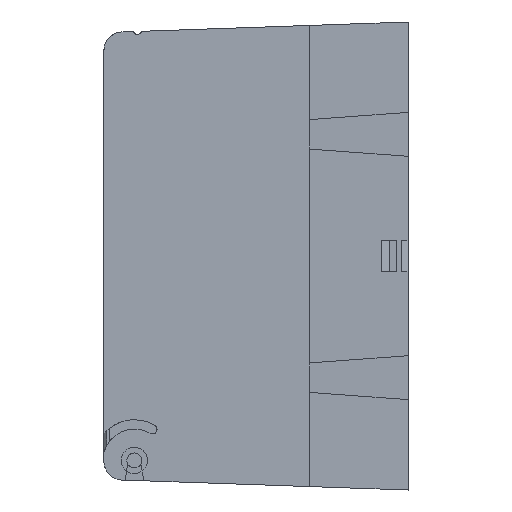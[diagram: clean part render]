
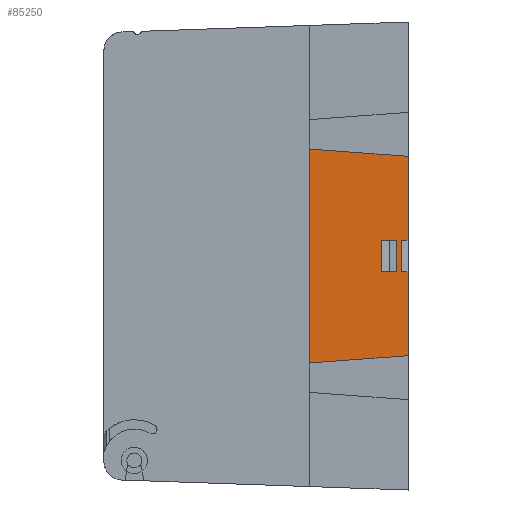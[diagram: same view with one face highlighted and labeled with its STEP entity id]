
A CAD part, left-side view. The second image highlights one B-rep face of the part: STEP entity #85250.
In plain terms, the highlighted planar face has unit normal (1, 0, 0).
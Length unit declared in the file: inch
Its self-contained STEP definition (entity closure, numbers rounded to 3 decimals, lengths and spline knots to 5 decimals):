
#1911 = VERTEX_POINT ( 'NONE', #34254 ) ;
#1936 = VECTOR ( 'NONE', #73724, 39.37008 ) ;
#2481 = CARTESIAN_POINT ( 'NONE',  ( -4.3542, -0.75, -0.17 ) ) ;
#2639 = EDGE_CURVE ( 'NONE', #90947, #30303, #3900, .T. ) ;
#3771 = VECTOR ( 'NONE', #114149, 39.37008 ) ;
#3900 = LINE ( 'NONE', #104902, #3771 ) ;
#4746 = EDGE_CURVE ( 'NONE', #52078, #17816, #103057, .T. ) ;
#4898 = LINE ( 'NONE', #108819, #29526 ) ;
#4929 = VERTEX_POINT ( 'NONE', #32776 ) ;
#4960 = ORIENTED_EDGE ( 'NONE', *, *, #117016, .F. ) ;
#7032 = EDGE_CURVE ( 'NONE', #17816, #61321, #35245, .T. ) ;
#8663 = EDGE_CURVE ( 'NONE', #1911, #64501, #70559, .T. ) ;
#8850 = DIRECTION ( 'NONE',  ( 0., 0., -1. ) ) ;
#10447 = DIRECTION ( 'NONE',  ( -1., 0., 0. ) ) ;
#10836 = EDGE_CURVE ( 'NONE', #64501, #80406, #82955, .T. ) ;
#12253 = EDGE_CURVE ( 'NONE', #80406, #19302, #71179, .T. ) ;
#13461 = EDGE_CURVE ( 'NONE', #19302, #1911, #97319, .T. ) ;
#13911 = LINE ( 'NONE', #50032, #84827 ) ;
#17401 = LINE ( 'NONE', #58832, #60904 ) ;
#17816 = VERTEX_POINT ( 'NONE', #119656 ) ;
#18361 = CARTESIAN_POINT ( 'NONE',  ( -4.3542, -1.5184, -2.21333 ) ) ;
#18853 = ORIENTED_EDGE ( 'NONE', *, *, #2639, .F. ) ;
#19302 = VERTEX_POINT ( 'NONE', #32431 ) ;
#19340 = PLANE ( 'NONE',  #111225 ) ;
#20088 = VECTOR ( 'NONE', #8850, 39.37008 ) ;
#22583 = DIRECTION ( 'NONE',  ( 0., -1., 0. ) ) ;
#22793 = CARTESIAN_POINT ( 'NONE',  ( -4.3542, -1.68, -2.21333 ) ) ;
#25514 = EDGE_CURVE ( 'NONE', #65006, #4929, #17401, .T. ) ;
#28864 = EDGE_CURVE ( 'NONE', #58747, #90947, #4898, .T. ) ;
#29039 = CARTESIAN_POINT ( 'NONE',  ( -4.3542, -0.75, 0.17 ) ) ;
#29381 = VECTOR ( 'NONE', #113127, 39.37008 ) ;
#29526 = VECTOR ( 'NONE', #117302, 39.37008 ) ;
#30008 = CARTESIAN_POINT ( 'NONE',  ( -4.3542, -1.73, 0.17 ) ) ;
#30303 = VERTEX_POINT ( 'NONE', #95279 ) ;
#32431 = CARTESIAN_POINT ( 'NONE',  ( -4.3542, -1.5184, -0.17 ) ) ;
#32776 = CARTESIAN_POINT ( 'NONE',  ( -4.3542, -1.8, -1.065 ) ) ;
#33757 = ORIENTED_EDGE ( 'NONE', *, *, #4746, .F. ) ;
#33781 = VECTOR ( 'NONE', #115205, 39.37008 ) ;
#33839 = EDGE_CURVE ( 'NONE', #4929, #52078, #13911, .T. ) ;
#34254 = CARTESIAN_POINT ( 'NONE',  ( -4.3542, -1.5184, 0.17 ) ) ;
#35245 = LINE ( 'NONE', #43140, #105944 ) ;
#38638 = ORIENTED_EDGE ( 'NONE', *, *, #7032, .F. ) ;
#40743 = DIRECTION ( 'NONE',  ( 0., 0., 1. ) ) ;
#41902 = CARTESIAN_POINT ( 'NONE',  ( -4.3542, -1.68, 0.17 ) ) ;
#42375 = EDGE_LOOP ( 'NONE', ( #33757, #69734, #77112, #82622, #18853, #53238, #4960, #38638 ) ) ;
#43140 = CARTESIAN_POINT ( 'NONE',  ( -4.3542, -1.73, -2.21333 ) ) ;
#43644 = CARTESIAN_POINT ( 'NONE',  ( -4.3542, -0.75, -0.17 ) ) ;
#46684 = VECTOR ( 'NONE', #98881, 39.37008 ) ;
#47740 = CARTESIAN_POINT ( 'NONE',  ( -4.3542, -1.8, -0.17 ) ) ;
#50032 = CARTESIAN_POINT ( 'NONE',  ( -4.3542, -1.8, -2.25 ) ) ;
#51110 = CARTESIAN_POINT ( 'NONE',  ( -4.3542, -1.8, 1.065 ) ) ;
#52078 = VERTEX_POINT ( 'NONE', #47740 ) ;
#53238 = ORIENTED_EDGE ( 'NONE', *, *, #28864, .F. ) ;
#57158 = ORIENTED_EDGE ( 'NONE', *, *, #8663, .F. ) ;
#57444 = DIRECTION ( 'NONE',  ( 0., -1., 0. ) ) ;
#58747 = VERTEX_POINT ( 'NONE', #118940 ) ;
#58832 = CARTESIAN_POINT ( 'NONE',  ( -4.3542, -0.75, -1.14282 ) ) ;
#60239 = ORIENTED_EDGE ( 'NONE', *, *, #10836, .F. ) ;
#60904 = VECTOR ( 'NONE', #87795, 39.37008 ) ;
#61321 = VERTEX_POINT ( 'NONE', #30008 ) ;
#61819 = DIRECTION ( 'NONE',  ( 0., 0., 1. ) ) ;
#63675 = FACE_OUTER_BOUND ( 'NONE', #42375, .T. ) ;
#64501 = VERTEX_POINT ( 'NONE', #41902 ) ;
#65006 = VERTEX_POINT ( 'NONE', #86558 ) ;
#65925 = CARTESIAN_POINT ( 'NONE',  ( -4.3542, -0.75, -2.21333 ) ) ;
#69734 = ORIENTED_EDGE ( 'NONE', *, *, #33839, .F. ) ;
#69767 = EDGE_CURVE ( 'NONE', #30303, #65006, #102448, .T. ) ;
#70559 = LINE ( 'NONE', #29039, #106611 ) ;
#71179 = LINE ( 'NONE', #43644, #46684 ) ;
#73724 = DIRECTION ( 'NONE',  ( 0., 0., 1. ) ) ;
#75121 = DIRECTION ( 'NONE',  ( 0., 0., 1. ) ) ;
#77112 = ORIENTED_EDGE ( 'NONE', *, *, #25514, .F. ) ;
#80406 = VERTEX_POINT ( 'NONE', #112058 ) ;
#82622 = ORIENTED_EDGE ( 'NONE', *, *, #69767, .F. ) ;
#82955 = LINE ( 'NONE', #22793, #33781 ) ;
#84827 = VECTOR ( 'NONE', #40743, 39.37008 ) ;
#85250 = ADVANCED_FACE ( 'NONE', ( #109736, #63675 ), #19340, .F. ) ;
#86558 = CARTESIAN_POINT ( 'NONE',  ( -4.3542, -0.75, -1.14282 ) ) ;
#87307 = CARTESIAN_POINT ( 'NONE',  ( -4.3542, -0.75, 0.17 ) ) ;
#87795 = DIRECTION ( 'NONE',  ( 0., -0.997, 0.074 ) ) ;
#89429 = LINE ( 'NONE', #87307, #113884 ) ;
#90947 = VERTEX_POINT ( 'NONE', #51110 ) ;
#93827 = EDGE_LOOP ( 'NONE', ( #113441, #60239, #57158, #95565 ) ) ;
#95279 = CARTESIAN_POINT ( 'NONE',  ( -4.3542, -0.75, 1.14282 ) ) ;
#95565 = ORIENTED_EDGE ( 'NONE', *, *, #13461, .F. ) ;
#97319 = LINE ( 'NONE', #18361, #1936 ) ;
#98881 = DIRECTION ( 'NONE',  ( 0., 1., 0. ) ) ;
#102448 = LINE ( 'NONE', #119457, #20088 ) ;
#103057 = LINE ( 'NONE', #2481, #29381 ) ;
#104902 = CARTESIAN_POINT ( 'NONE',  ( -4.3542, -1.8, 1.065 ) ) ;
#105944 = VECTOR ( 'NONE', #61819, 39.37008 ) ;
#106611 = VECTOR ( 'NONE', #57444, 39.37008 ) ;
#108819 = CARTESIAN_POINT ( 'NONE',  ( -4.3542, -1.8, -2.25 ) ) ;
#109736 = FACE_BOUND ( 'NONE', #93827, .T. ) ;
#111225 = AXIS2_PLACEMENT_3D ( 'NONE', #65925, #10447, #75121 ) ;
#112058 = CARTESIAN_POINT ( 'NONE',  ( -4.3542, -1.68, -0.17 ) ) ;
#113127 = DIRECTION ( 'NONE',  ( 0., 1., 0. ) ) ;
#113441 = ORIENTED_EDGE ( 'NONE', *, *, #12253, .F. ) ;
#113884 = VECTOR ( 'NONE', #22583, 39.37008 ) ;
#114149 = DIRECTION ( 'NONE',  ( 0., 0.997, 0.074 ) ) ;
#115205 = DIRECTION ( 'NONE',  ( 0., 0., -1. ) ) ;
#117016 = EDGE_CURVE ( 'NONE', #61321, #58747, #89429, .T. ) ;
#117302 = DIRECTION ( 'NONE',  ( 0., 0., 1. ) ) ;
#118940 = CARTESIAN_POINT ( 'NONE',  ( -4.3542, -1.8, 0.17 ) ) ;
#119457 = CARTESIAN_POINT ( 'NONE',  ( -4.3542, -0.75, -4.87979 ) ) ;
#119656 = CARTESIAN_POINT ( 'NONE',  ( -4.3542, -1.73, -0.17 ) ) ;
